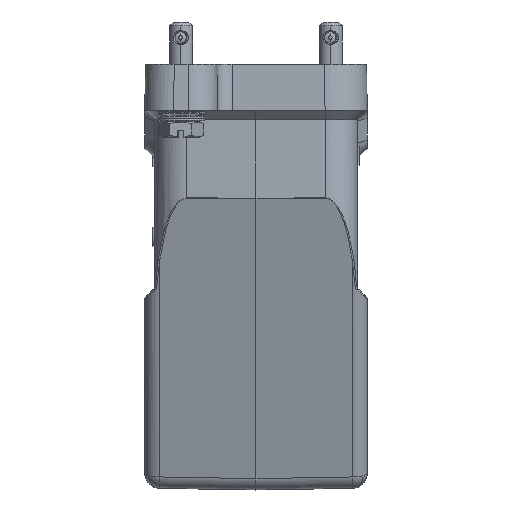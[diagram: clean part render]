
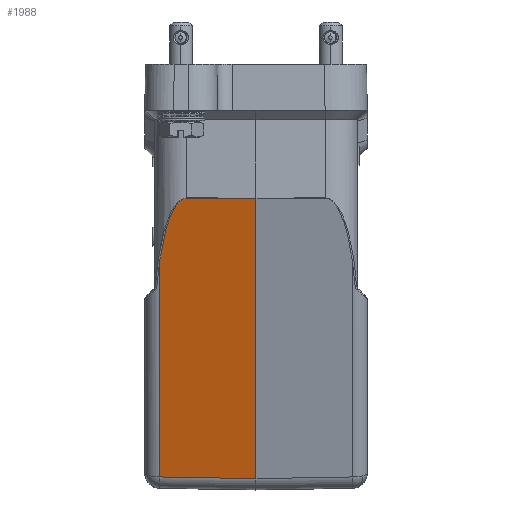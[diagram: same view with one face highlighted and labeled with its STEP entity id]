
A CAD part, left-side view. The second image highlights one B-rep face of the part: STEP entity #1988.
In plain terms, the highlighted planar face has unit normal (-0.966, 0.018, -0.259).
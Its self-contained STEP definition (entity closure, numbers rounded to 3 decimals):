
#1173=FACE_OUTER_BOUND('',#3640,.T.);
#1988=ADVANCED_FACE('NONE',(#1173),#2506,.F.);
#2506=PLANE('',#14921);
#3640=EDGE_LOOP('',(#9149,#9150,#9151,#9152,#9153));
#4679=LINE('',#30293,#5680);
#4716=LINE('',#30858,#5717);
#4717=LINE('',#30861,#5718);
#4718=LINE('',#30862,#5719);
#5680=VECTOR('',#17767,1.);
#5717=VECTOR('',#17874,1.);
#5718=VECTOR('',#17875,1.);
#5719=VECTOR('',#17876,1.);
#9149=ORIENTED_EDGE('',*,*,#13106,.F.);
#9150=ORIENTED_EDGE('',*,*,#13107,.F.);
#9151=ORIENTED_EDGE('',*,*,#13035,.F.);
#9152=ORIENTED_EDGE('',*,*,#13030,.F.);
#9153=ORIENTED_EDGE('',*,*,#13108,.F.);
#11102=VERTEX_POINT('',#30134);
#11103=VERTEX_POINT('',#30139);
#11106=VERTEX_POINT('',#30294);
#11148=VERTEX_POINT('',#30859);
#11149=VERTEX_POINT('',#30860);
#13030=EDGE_CURVE('NONE',#11103,#11102,#13842,.T.);
#13035=EDGE_CURVE('NONE',#11102,#11106,#4679,.T.);
#13106=EDGE_CURVE('NONE',#11148,#11149,#4716,.T.);
#13107=EDGE_CURVE('NONE',#11106,#11148,#4717,.T.);
#13108=EDGE_CURVE('NONE',#11149,#11103,#4718,.T.);
#13842=B_SPLINE_CURVE_WITH_KNOTS('',3,(#30140,#30141,#30142,#30143,#30144,
#30145,#30146,#30147,#30148,#30149,#30150,#30151,#30152,#30153,#30154,#30155,
#30156,#30157,#30158,#30159),.UNSPECIFIED.,.F.,.F.,(4,2,2,2,2,2,2,2,2,4),
(0.,0.25,0.5,0.625,0.75,0.813,0.875,0.938,0.969,1.),.UNSPECIFIED.);
#14921=AXIS2_PLACEMENT_3D('',#30863,#17877,#17878);
#17767=DIRECTION('',(-0.017,-1.,-0.002));
#17874=DIRECTION('',(0.013,1.,0.017));
#17875=DIRECTION('',(0.259,0.,-0.966));
#17876=DIRECTION('',(-0.259,0.,0.966));
#17877=DIRECTION('',(0.966,-0.017,0.259));
#17878=DIRECTION('',(0.259,0.,-0.966));
#30134=CARTESIAN_POINT('',(-74.668,18.048,-23.022));
#30139=CARTESIAN_POINT('',(-70.235,25.07,-39.091));
#30140=CARTESIAN_POINT('',(-70.235,25.07,-39.091));
#30141=CARTESIAN_POINT('',(-70.646,24.866,-37.573));
#30142=CARTESIAN_POINT('',(-71.055,24.619,-36.062));
#30143=CARTESIAN_POINT('',(-71.87,24.009,-33.061));
#30144=CARTESIAN_POINT('',(-72.276,23.647,-31.571));
#30145=CARTESIAN_POINT('',(-72.876,22.965,-29.377));
#30146=CARTESIAN_POINT('',(-73.075,22.714,-28.653));
#30147=CARTESIAN_POINT('',(-73.466,22.142,-27.232));
#30148=CARTESIAN_POINT('',(-73.659,21.823,-26.533));
#30149=CARTESIAN_POINT('',(-73.938,21.258,-25.531));
#30150=CARTESIAN_POINT('',(-74.029,21.054,-25.205));
#30151=CARTESIAN_POINT('',(-74.204,20.607,-24.58));
#30152=CARTESIAN_POINT('',(-74.289,20.363,-24.281));
#30153=CARTESIAN_POINT('',(-74.444,19.815,-23.739));
#30154=CARTESIAN_POINT('',(-74.515,19.511,-23.494));
#30155=CARTESIAN_POINT('',(-74.597,18.996,-23.223));
#30156=CARTESIAN_POINT('',(-74.62,18.814,-23.149));
#30157=CARTESIAN_POINT('',(-74.654,18.439,-23.048));
#30158=CARTESIAN_POINT('',(-74.665,18.244,-23.022));
#30159=CARTESIAN_POINT('',(-74.668,18.048,-23.022));
#30293=CARTESIAN_POINT('',(-74.662,18.396,-23.021));
#30294=CARTESIAN_POINT('',(-74.983,0.,-23.064));
#30858=CARTESIAN_POINT('',(-55.43,0.,-96.036));
#30859=CARTESIAN_POINT('',(-55.43,0.,-96.036));
#30860=CARTESIAN_POINT('',(-55.094,25.07,-95.598));
#30861=CARTESIAN_POINT('',(-54.636,0.,-99.));
#30862=CARTESIAN_POINT('',(-54.213,25.07,-98.887));
#30863=CARTESIAN_POINT('',(-54.636,0.,-99.));
